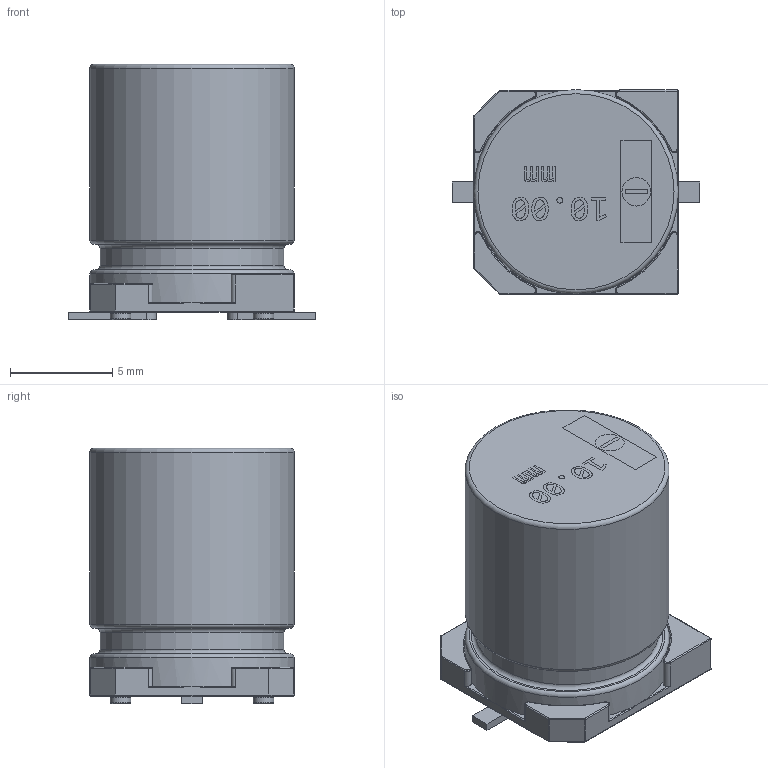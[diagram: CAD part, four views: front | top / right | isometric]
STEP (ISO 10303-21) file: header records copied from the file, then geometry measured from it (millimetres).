
FILE_DESCRIPTION(/* description */ (''),/* implementation_level */ '2;1');
FILE_NAME(/* name */ 'CAP SMT AL ELEC D10.00mm H12.50mm S10.00mm.step',/* time_stamp */ '2020-11-18T00:52:41+02:00',/* author */ (''),/* organization */ (''),/* preprocessor_version */ 'ST-DEVELOPER v18.1',/* originating_system */ 'Autodesk Translation Framework v9.3.0.1241',/* authorisation */ '');
FILE_SCHEMA (('AUTOMOTIVE_DESIGN { 1 0 10303 214 3 1 1 }'));
Length unit declared in the file: millimetre
Products named in the file (1): Model - SMT CAP ELEC
Bounding box: 12.1 x 10 x 12.5 mm (x, y, z)
Volume: 967.3 mm3; surface area: 656.3 mm2
Topology: 1 solids, 1 shells, 144 faces, 518 edges, 390 vertices
Faces by surface type: cylinder 51, plane 48, torus 25, sphere 12, bspline 8
Full cylindrical faces by diameter (mm): 1 x4, 9 x1, 10 x2
Entity records: 6384 total; most frequent: CARTESIAN_POINT 2045, ORIENTED_EDGE 1020, DIRECTION 748, EDGE_CURVE 510, VERTEX_POINT 390, AXIS2_PLACEMENT_3D 295, B_SPLINE_CURVE_WITH_KNOTS 194, EDGE_LOOP 166
